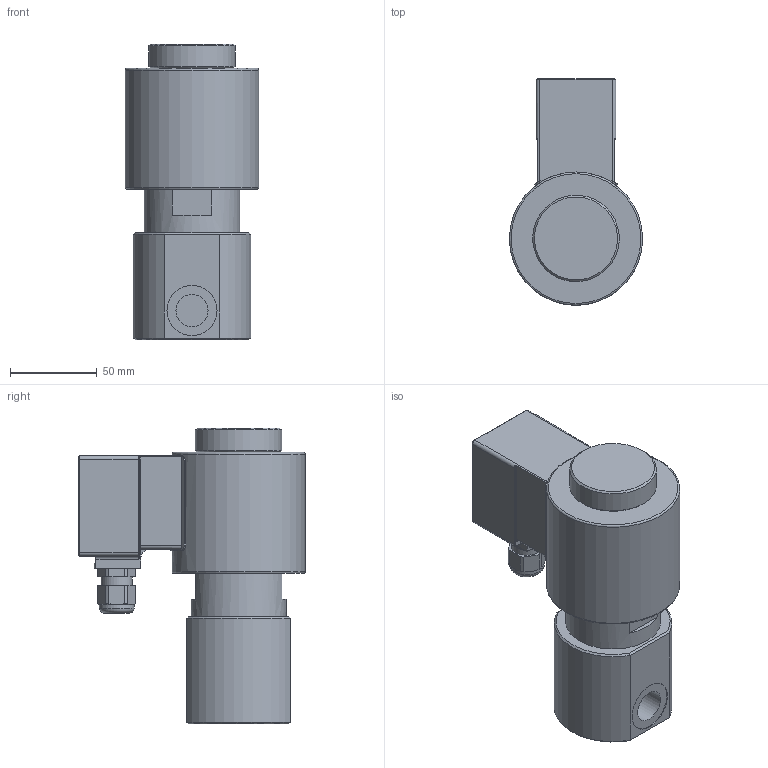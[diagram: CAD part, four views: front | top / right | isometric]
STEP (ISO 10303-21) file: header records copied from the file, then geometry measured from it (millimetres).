
FILE_DESCRIPTION(/* description */ ('2/2 direktgest. Magnetventil'),/* implementation_level */ '2;1');
FILE_NAME(/* name */ '055.000216_A5565-0604-.242.stp',/* time_stamp */ '2024-10-22T08:27:47+02:00',/* author */ ('CBeuthner'),/* organization */ (''),/* preprocessor_version */ 'ST-DEVELOPER v16.1',/* originating_system */ 'Autodesk Inventor 2016',/* authorisation */ '');
FILE_SCHEMA (('CONFIG_CONTROL_DESIGN'));
Length unit declared in the file: millimetre
Products named in the file (1): 88-006634
Bounding box: 77 x 131 x 171 mm (x, y, z)
Volume: 771035.5 mm3; surface area: 65227.6 mm2
Topology: 1 solids, 1 shells, 148 faces, 351 edges, 214 vertices
Faces by surface type: plane 60, cylinder 53, cone 20, torus 11, bspline 4
Full cylindrical faces by diameter (mm): 4.917 x2, 18 x1, 18.631 x2, 20 x1, 29 x2, 50 x1, 55 x1, 77 x1
Entity records: 4513 total; most frequent: CARTESIAN_POINT 1030, DIRECTION 693, ORIENTED_EDGE 648, EDGE_CURVE 324, AXIS2_PLACEMENT_3D 268, VERTEX_POINT 209, EDGE_LOOP 179, LINE 157
